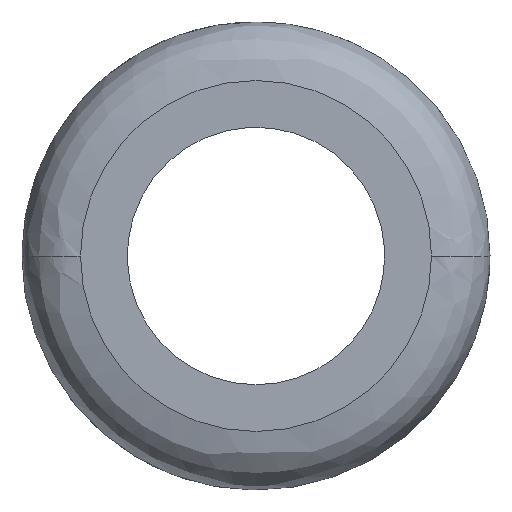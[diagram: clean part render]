
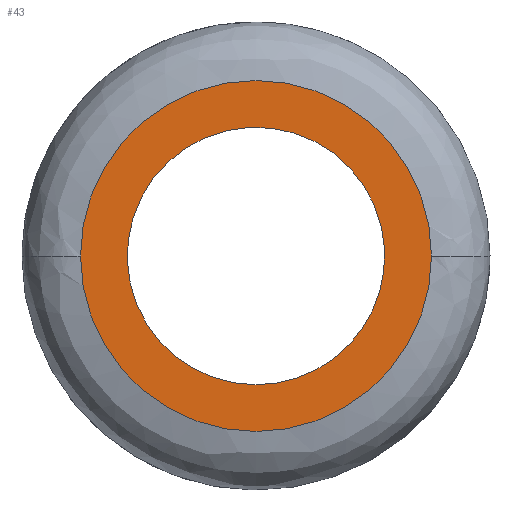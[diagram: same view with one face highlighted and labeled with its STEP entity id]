
A CAD part, front view. The second image highlights one B-rep face of the part: STEP entity #43.
In plain terms, the highlighted planar face has unit normal (0, -1, 0).
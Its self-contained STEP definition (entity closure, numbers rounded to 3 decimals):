
#43=ADVANCED_FACE('',(#90,#91),#89,.F.);
#89=PLANE('',#241);
#90=FACE_OUTER_BOUND('',#242,.T.);
#91=FACE_BOUND('',#243,.T.);
#238=CARTESIAN_POINT('',(-31.177,0.,-34.5));
#239=DIRECTION('',(0.,1.,0.));
#240=DIRECTION('',(0.,0.,1.));
#241=AXIS2_PLACEMENT_3D('',#238,#239,#240);
#242=EDGE_LOOP('',(#406,#407,#408));
#243=EDGE_LOOP('',(#409,#410,#411));
#406=ORIENTED_EDGE('',*,*,#506,.T.);
#407=ORIENTED_EDGE('',*,*,#507,.T.);
#408=ORIENTED_EDGE('',*,*,#508,.T.);
#409=ORIENTED_EDGE('',*,*,#509,.F.);
#410=ORIENTED_EDGE('',*,*,#510,.F.);
#411=ORIENTED_EDGE('',*,*,#511,.F.);
#506=EDGE_CURVE('',#664,#665,#666,.T.);
#507=EDGE_CURVE('',#665,#672,#673,.T.);
#508=EDGE_CURVE('',#672,#664,#679,.T.);
#509=EDGE_CURVE('',#685,#686,#687,.T.);
#510=EDGE_CURVE('',#693,#685,#694,.T.);
#511=EDGE_CURVE('',#686,#693,#700,.T.);
#664=VERTEX_POINT('',#966);
#665=VERTEX_POINT('',#967);
#666=CIRCLE('',#971,15.);
#672=VERTEX_POINT('',#972);
#673=CIRCLE('',#976,15.);
#679=CIRCLE('',#980,15.);
#685=VERTEX_POINT('',#981);
#686=VERTEX_POINT('',#982);
#687=CIRCLE('',#986,11.);
#693=VERTEX_POINT('',#987);
#694=CIRCLE('',#991,11.);
#700=CIRCLE('',#995,11.);
#966=CARTESIAN_POINT('',(0.,0.,15.));
#967=CARTESIAN_POINT('',(-15.,0.,0.));
#968=CARTESIAN_POINT('',(0.,0.,0.));
#969=DIRECTION('',(0.,-1.,0.));
#970=DIRECTION('',(0.,0.,1.));
#971=AXIS2_PLACEMENT_3D('',#968,#969,#970);
#972=CARTESIAN_POINT('',(15.,0.,-0.002));
#973=CARTESIAN_POINT('',(0.,0.,0.));
#974=DIRECTION('',(0.,-1.,0.));
#975=DIRECTION('',(0.,0.,1.));
#976=AXIS2_PLACEMENT_3D('',#973,#974,#975);
#977=CARTESIAN_POINT('',(0.,0.,0.));
#978=DIRECTION('',(0.,-1.,0.));
#979=DIRECTION('',(0.,0.,1.));
#980=AXIS2_PLACEMENT_3D('',#977,#978,#979);
#981=CARTESIAN_POINT('',(-10.923,0.,1.298));
#982=CARTESIAN_POINT('',(0.,0.,-11.));
#983=CARTESIAN_POINT('',(0.,0.,0.));
#984=DIRECTION('',(0.,-1.,0.));
#985=DIRECTION('',(0.,0.,-1.));
#986=AXIS2_PLACEMENT_3D('',#983,#984,#985);
#987=CARTESIAN_POINT('',(10.923,0.,-1.3));
#988=CARTESIAN_POINT('',(0.,0.,0.));
#989=DIRECTION('',(0.,-1.,0.));
#990=DIRECTION('',(0.,0.,-1.));
#991=AXIS2_PLACEMENT_3D('',#988,#989,#990);
#992=CARTESIAN_POINT('',(0.,0.,0.));
#993=DIRECTION('',(0.,-1.,0.));
#994=DIRECTION('',(0.,0.,-1.));
#995=AXIS2_PLACEMENT_3D('',#992,#993,#994);
